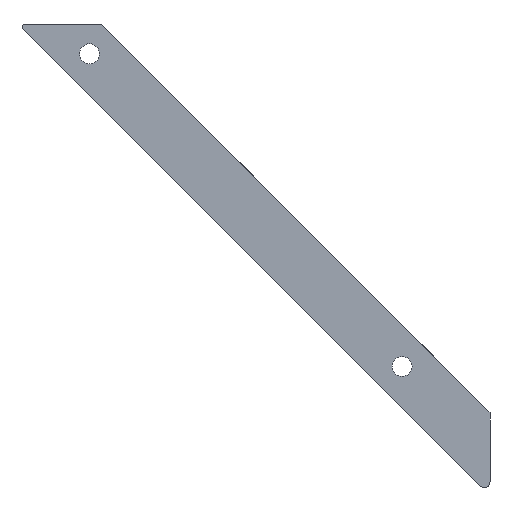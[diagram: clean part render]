
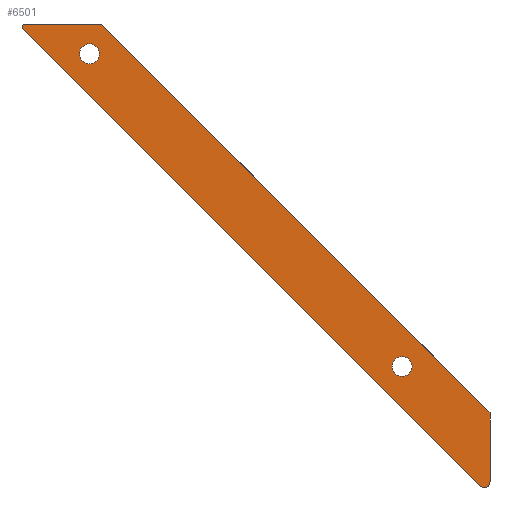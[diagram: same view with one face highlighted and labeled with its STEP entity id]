
A CAD part, front view. The second image highlights one B-rep face of the part: STEP entity #6501.
In plain terms, the highlighted planar face has unit normal (0, -1, 0).
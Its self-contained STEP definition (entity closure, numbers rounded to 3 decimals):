
#21=FACE_BOUND('',#444,.T.);
#22=FACE_BOUND('',#445,.T.);
#125=FACE_OUTER_BOUND('',#443,.T.);
#443=EDGE_LOOP('',(#4305,#4306,#4307,#4308,#4309,#4310));
#444=EDGE_LOOP('',(#4311));
#445=EDGE_LOOP('',(#4312));
#865=LINE('',#8761,#1795);
#866=LINE('',#8765,#1796);
#867=LINE('',#8767,#1797);
#868=LINE('',#8768,#1798);
#1795=VECTOR('',#7169,110.353);
#1796=VECTOR('',#7172,11.728);
#1797=VECTOR('',#7173,93.733);
#1798=VECTOR('',#7174,13.176);
#2725=CIRCLE('',#6834,0.4);
#2726=CIRCLE('',#6835,1.);
#2727=CIRCLE('',#6836,1.7);
#2728=CIRCLE('',#6837,1.7);
#2737=VERTEX_POINT('',#8757);
#2738=VERTEX_POINT('',#8758);
#2739=VERTEX_POINT('',#8760);
#2740=VERTEX_POINT('',#8762);
#2741=VERTEX_POINT('',#8764);
#2742=VERTEX_POINT('',#8766);
#2743=VERTEX_POINT('',#8769);
#2744=VERTEX_POINT('',#8771);
#3363=EDGE_CURVE('',#2737,#2738,#2725,.T.);
#3364=EDGE_CURVE('',#2737,#2739,#865,.T.);
#3365=EDGE_CURVE('',#2740,#2739,#2726,.T.);
#3366=EDGE_CURVE('',#2740,#2741,#866,.T.);
#3367=EDGE_CURVE('',#2741,#2742,#867,.T.);
#3368=EDGE_CURVE('',#2742,#2738,#868,.T.);
#3369=EDGE_CURVE('',#2743,#2743,#2727,.T.);
#3370=EDGE_CURVE('',#2744,#2744,#2728,.T.);
#4305=ORIENTED_EDGE('',*,*,#3363,.F.);
#4306=ORIENTED_EDGE('',*,*,#3364,.T.);
#4307=ORIENTED_EDGE('',*,*,#3365,.F.);
#4308=ORIENTED_EDGE('',*,*,#3366,.T.);
#4309=ORIENTED_EDGE('',*,*,#3367,.T.);
#4310=ORIENTED_EDGE('',*,*,#3368,.T.);
#4311=ORIENTED_EDGE('',*,*,#3369,.F.);
#4312=ORIENTED_EDGE('',*,*,#3370,.F.);
#6189=PLANE('',#6833);
#6501=ADVANCED_FACE('',(#125,#21,#22),#6189,.T.);
#6833=AXIS2_PLACEMENT_3D('',#8756,#7165,#7166);
#6834=AXIS2_PLACEMENT_3D('',#8759,#7167,#7168);
#6835=AXIS2_PLACEMENT_3D('',#8763,#7170,#7171);
#6836=AXIS2_PLACEMENT_3D('',#8770,#7175,#7176);
#6837=AXIS2_PLACEMENT_3D('',#8772,#7177,#7178);
#7165=DIRECTION('center_axis',(0.,-1.,0.));
#7166=DIRECTION('ref_axis',(1.,0.,0.));
#7167=DIRECTION('center_axis',(0.,1.,0.));
#7168=DIRECTION('ref_axis',(-0.707,0.,-0.707));
#7169=DIRECTION('',(0.707,0.,-0.707));
#7170=DIRECTION('center_axis',(0.,1.,0.));
#7171=DIRECTION('ref_axis',(1.,0.,0.));
#7172=DIRECTION('',(0.,0.,1.));
#7173=DIRECTION('',(-0.707,0.,0.707));
#7174=DIRECTION('',(-1.,0.,0.));
#7175=DIRECTION('center_axis',(0.,-1.,0.));
#7176=DIRECTION('ref_axis',(0.,0.,-1.));
#7177=DIRECTION('center_axis',(0.,-1.,0.));
#7178=DIRECTION('ref_axis',(0.,0.,-1.));
#8756=CARTESIAN_POINT('Origin',(0.,-11.,0.));
#8757=CARTESIAN_POINT('',(-103.739,-11.,-37.683));
#8758=CARTESIAN_POINT('',(-103.456,-11.,-37.));
#8759=CARTESIAN_POINT('Origin',(-103.456,-11.,-37.4));
#8760=CARTESIAN_POINT('',(-25.707,-11.,-115.714));
#8761=CARTESIAN_POINT('',(-103.739,-11.,-37.683));
#8762=CARTESIAN_POINT('',(-24.,-11.,-115.007));
#8763=CARTESIAN_POINT('Origin',(-25.,-11.,-115.007));
#8764=CARTESIAN_POINT('',(-24.,-11.,-103.279));
#8765=CARTESIAN_POINT('',(-24.,-11.,-115.007));
#8766=CARTESIAN_POINT('',(-90.279,-11.,-37.));
#8767=CARTESIAN_POINT('',(-24.,-11.,-103.279));
#8768=CARTESIAN_POINT('',(-90.279,-11.,-37.));
#8769=CARTESIAN_POINT('',(-92.35,-11.,-40.3));
#8770=CARTESIAN_POINT('Origin',(-92.35,-11.,-42.));
#8771=CARTESIAN_POINT('',(-39.,-11.,-93.65));
#8772=CARTESIAN_POINT('Origin',(-39.,-11.,-95.35));
